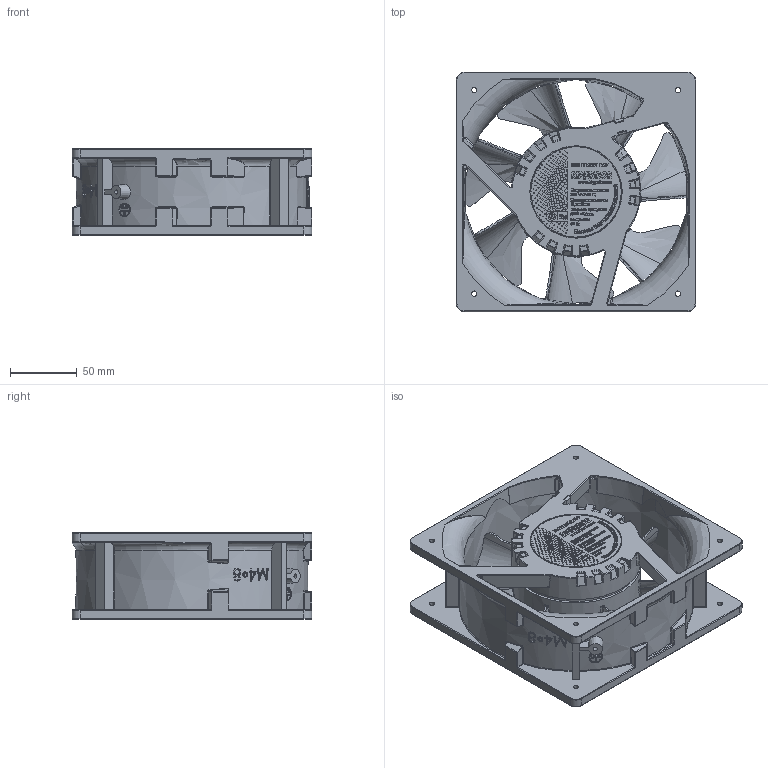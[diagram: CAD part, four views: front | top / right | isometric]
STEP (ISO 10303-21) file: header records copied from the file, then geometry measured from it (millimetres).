
FILE_DESCRIPTION(/* description */ (''),/* implementation_level */ '2;1');
FILE_NAME(/* name */ 'Вентилятор в сборе VENT-18065.220VAC.stp',/* time_stamp */ '2021-02-17T18:42:37+07:00',/* author */ ('Omalon'),/* organization */ (''),/* preprocessor_version */ 'ST-DEVELOPER v17.2',/* originating_system */ 'Autodesk Inventor 2019',/* authorisation */ '');
FILE_SCHEMA (('AUTOMOTIVE_DESIGN { 1 0 10303 214 3 1 1 }'));
Products named in the file (11): Вентилятор в сборе 
VENT-18065.220VAC.7MSHB; Корпус VENT-18065.220VAC.7M
SHB; Короб штекера 
VENT-18065.220VAC.7MSHB; Штекер в сборе 
 VENT-18065.220VAC.7MSHB; Планка штекера 
VENT-18065.220VAC.7MSHB; Жало штекера; Наклейка VENT-18065.2
20VAC.7MSHB; Винт 2.M3-6gx16 ГОСТ 
17475-80; Провод; Защелка провода 
VENT-18065.220VAC.7MSHB; Крыльчатка VENT
-18065.220VAC.7MSHB
Assembly tree (11 placements, depth 3):
  Вентилятор в сборе 
VENT-18065.220VAC.7MSHB
    Корпус VENT-18065.220VAC.7M
SHB
    Короб штекера 
VENT-18065.220VAC.7MSHB
    Штекер в сборе 
 VENT-18065.220VAC.7MSHB
      Планка штекера 
VENT-18065.220VAC.7MSHB
      Жало штекера  x2
    Наклейка VENT-18065.2
20VAC.7MSHB
    Винт 2.M3-6gx16 ГОСТ 
17475-80
    Провод
    Защелка провода 
VENT-18065.220VAC.7MSHB
    Крыльчатка VENT
-18065.220VAC.7MSHB
Bounding box: 180.03 x 180 x 65 mm (x, y, z)
Volume: 445942.5 mm3; surface area: 246388 mm2
Topology: 10 solids, 10 shells, 5823 faces, 14653 edges, 9245 vertices
Faces by surface type: bspline 2668, plane 2098, cylinder 568, sphere 235, torus 192, cone 62
Full cylindrical faces by diameter (mm): 1 x2, 2.5 x1, 3 x1, 3.2 x1, 3.399 x1, 4.1 x8, 5.6 x1, 7 x1, 9 x1, 10 x1, 68 x1, 87 x1, 93 x2, 97 x2
Entity records: 217267 total; most frequent: CARTESIAN_POINT 95172, ORIENTED_EDGE 29014, DIRECTION 17724, EDGE_CURVE 14507, VERTEX_POINT 9206, LINE 6612, VECTOR 6612, EDGE_LOOP 6307
